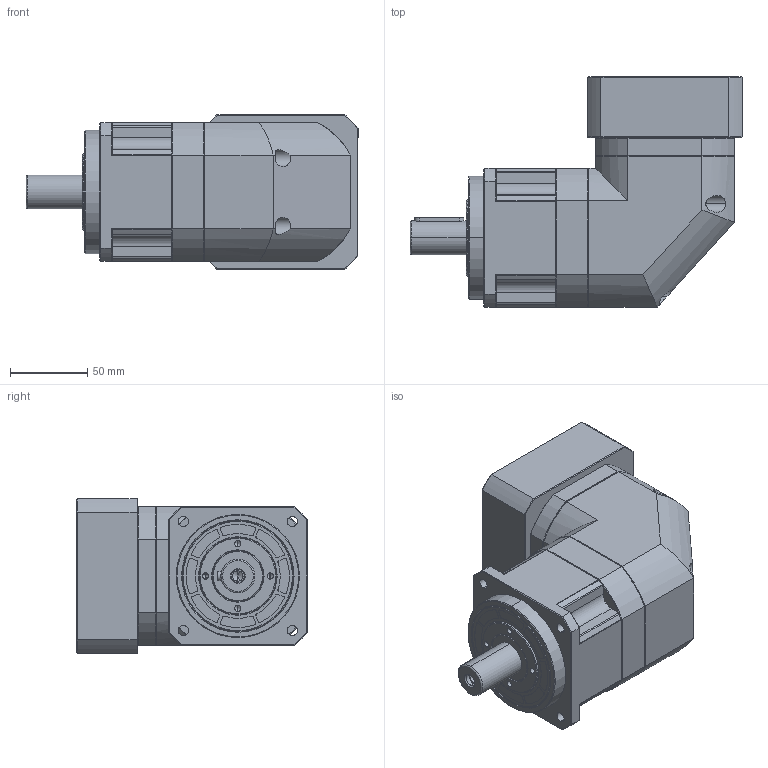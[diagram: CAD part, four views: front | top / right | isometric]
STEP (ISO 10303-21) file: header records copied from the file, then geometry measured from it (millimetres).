
FILE_DESCRIPTION (( 'STEP AP214' ), '1' );
FILE_NAME ('ABR90L1-95-24瑩8-45-M6-115俋倛芞.STEP', '2023-02-28T03:46:51', ( 'PC' ), ( 'Microsoft' ), 'SwSTEP 2.0', 'SolidWorks 2016', '' );
FILE_SCHEMA (( 'AUTOMOTIVE_DESIGN' ));
Length unit declared in the file: millimetre
Products named in the file (16): spring lock washers--normal type gb_GB_FASTENER_WASHER_SW 6; hex socket set screws with flat point gb_GB_FASTENER_SCREWS_HSFP M12X12-N; spring lock washers--normal type gb_GB_FASTENER_WASHER_SW 5; hexagon socket head cap screws gb_GB_FASTENER_SCREWS_HSHCS M5X20-N; ABR90直角联轴器24键8大外形图; 蚐猾40X50X5; ABR90输出端轴承座外形图; ABR90眻褒眊极俋倛芞; ABR90L1-95-24瑩8-45-M6-115俋倛芞; 一级齿圈加出轴外形图 KB90; ABR90覃淕菜え; hexagon socket head cap screws gb_GB_FASTENER_SCREWS_HSHCS M6X20-N; hexagon socket head cap screws gb_GB_FASTENER_SCREWS_HSHCS M5X16-N; ABR90笢潔楊擘; 萇儂楊擘AKB90 D95-M6-115F100H35.5; hexagon socket head cap screws gb_GB_FASTENER_SCREWS_HSHCS M6X45-N
Assembly tree (41 placements, depth 2):
  ABR90L1-95-24瑩8-45-M6-115俋倛芞
    ABR90眻褒眊极俋倛芞
    ABR90输出端轴承座外形图
    蚐猾40X50X5
    ABR90直角联轴器24键8大外形图
    hexagon socket head cap screws gb_GB_FASTENER_SCREWS_HSHCS M5X20-N  x6
    spring lock washers--normal type gb_GB_FASTENER_WASHER_SW 5  x12
    hex socket set screws with flat point gb_GB_FASTENER_SCREWS_HSFP M12X12-N
    spring lock washers--normal type gb_GB_FASTENER_WASHER_SW 6  x4
    hexagon socket head cap screws gb_GB_FASTENER_SCREWS_HSHCS M6X45-N  x3
    萇儂楊擘AKB90 D95-M6-115F100H35.5
    ABR90笢潔楊擘
    hexagon socket head cap screws gb_GB_FASTENER_SCREWS_HSHCS M5X16-N  x6
    hexagon socket head cap screws gb_GB_FASTENER_SCREWS_HSHCS M6X20-N
    ABR90覃淕菜え
    一级齿圈加出轴外形图 KB90
Bounding box: 215.5 x 149.5 x 100 mm (x, y, z)
Volume: 1399076.3 mm3; surface area: 224101.2 mm2
Topology: 42 solids, 42 shells, 1273 faces, 3076 edges, 1919 vertices
Faces by surface type: cylinder 537, plane 515, cone 173, torus 48
Entity records: 29880 total; most frequent: CARTESIAN_POINT 5035, DIRECTION 4642, ORIENTED_EDGE 4076, EDGE_CURVE 2038, AXIS2_PLACEMENT_3D 1861, VERTEX_POINT 1299, CIRCLE 984, EDGE_LOOP 981
